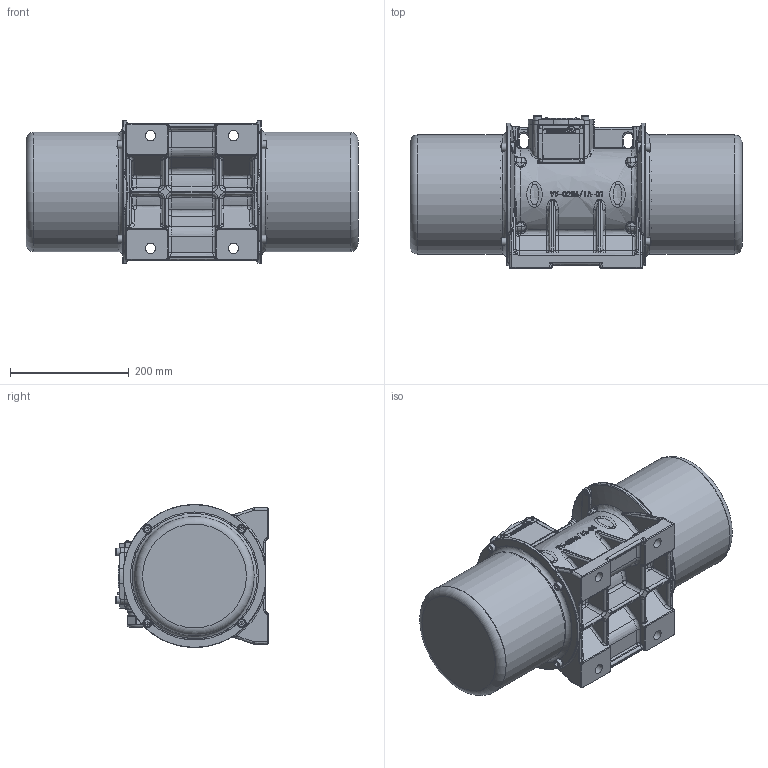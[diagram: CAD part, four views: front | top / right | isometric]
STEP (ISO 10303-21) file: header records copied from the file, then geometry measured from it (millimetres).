
FILE_DESCRIPTION (( 'STEP AP214' ), '1' );
FILE_NAME ('NEG 161420.STEP', '2011-08-01T12:48:49', ( ' ' ), ( ' ' ), 'SwSTEP 2.0', 'SolidWorks 2010', '' );
FILE_SCHEMA (( 'AUTOMOTIVE_DESIGN' ));
Length unit declared in the file: millimetre
Products named in the file (1): NEG 161420
Bounding box: 560 x 257.51 x 241 mm (x, y, z)
Volume: 6728173.7 mm3; surface area: 1089268.8 mm2
Topology: 3 solids, 20 shells, 3007 faces, 8206 edges, 5173 vertices
Faces by surface type: plane 1529, bspline 1247, cylinder 136, cone 38, torus 37, sphere 20
Full cylindrical faces by diameter (mm): 3 x4, 3.4 x4, 3.5 x8, 6.8 x8, 8 x8, 8.4 x8, 9 x8, 13 x12, 15 x4, 17.2 x4, 20 x1, 23.5 x1, 25 x1, 198.6 x2, 201 x2, 241 x2
Entity records: 194287 total; most frequent: CARTESIAN_POINT 123606, ORIENTED_EDGE 15384, DIRECTION 8913, EDGE_CURVE 7692, VERTEX_POINT 5079, LINE 3783, VECTOR 3783, EDGE_LOOP 3401
